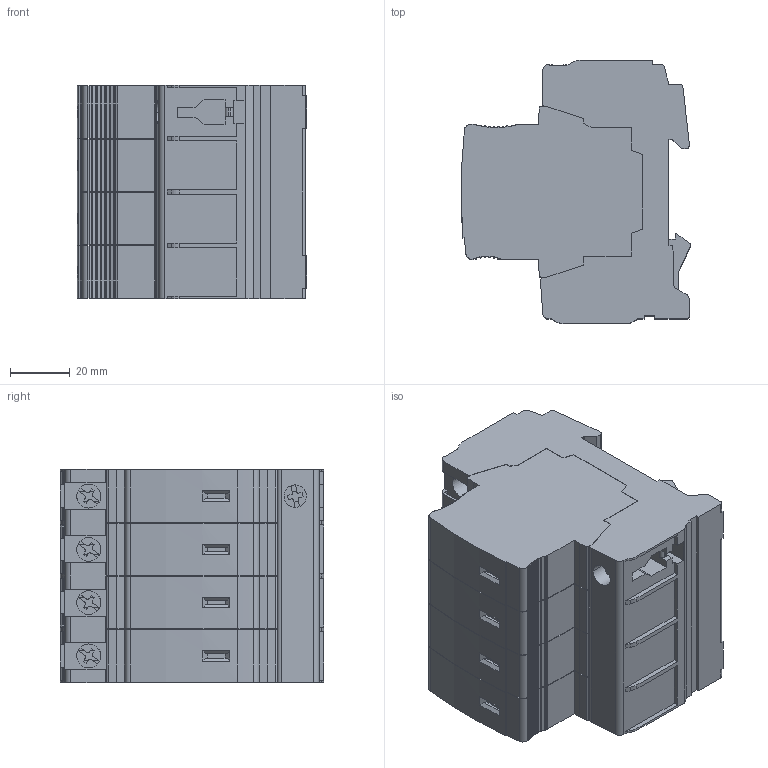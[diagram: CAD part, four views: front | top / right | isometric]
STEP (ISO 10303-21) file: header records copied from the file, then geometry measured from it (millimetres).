
FILE_DESCRIPTION((''),'2;1');
FILE_NAME('B80001521','2017-02-27T',('FRJEGUI'),(''),'CREO PARAMETRIC BY PTC INC, 2016380','CREO PARAMETRIC BY PTC INC, 2016380','');
FILE_SCHEMA(('CONFIG_CONTROL_DESIGN'));
Length unit declared in the file: millimetre
Products named in the file (1): B80001521
Bounding box: 76.67 x 88 x 71.2 mm (x, y, z)
Volume: 341628 mm3; surface area: 58985.5 mm2
Topology: 1 solids, 1 shells, 1045 faces, 3092 edges, 2048 vertices
Faces by surface type: plane 734, cylinder 303, cone 8
Entity records: 34902 total; most frequent: CARTESIAN_POINT 6319, ORIENTED_EDGE 6184, DIRECTION 5804, EDGE_CURVE 3092, VECTOR 2434, LINE 2434, VERTEX_POINT 2048, AXIS2_PLACEMENT_3D 1685
